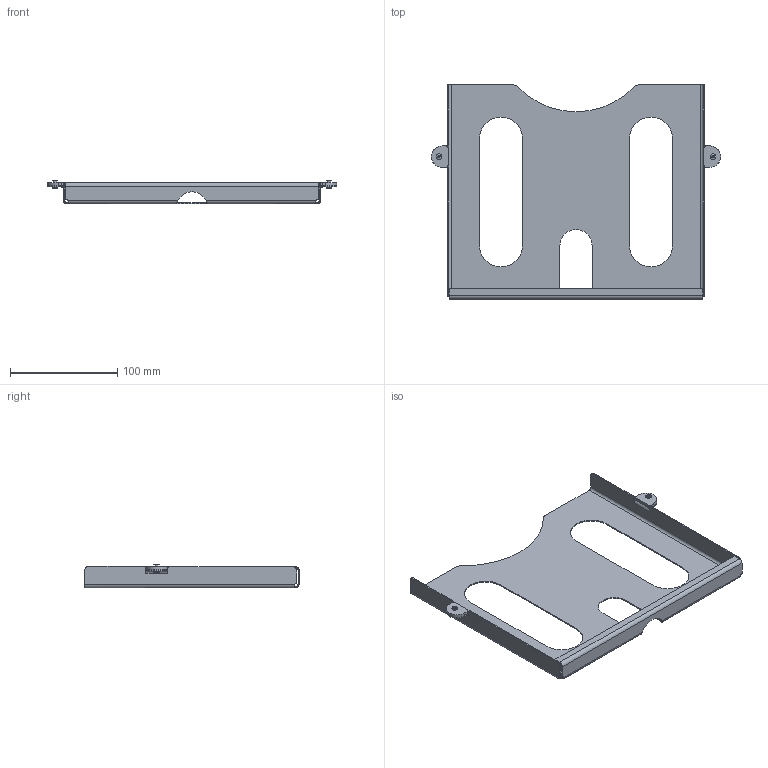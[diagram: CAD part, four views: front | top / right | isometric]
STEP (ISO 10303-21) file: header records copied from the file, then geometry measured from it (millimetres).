
FILE_DESCRIPTION(('CATIA V5 STEP Exchange','CAx-IF Rec.Pracs.--- Model Styling and Organization---1.4--- 2014-01-23'),'2;1');
FILE_NAME ('D1450298_1', '2019-02-21T07:44:49+00:00', ('none'), ('Weidmueller'), 'CATIA Version 5-6 Release 2016 SP3 HF44', 'CATIA V5 STEP AP214', 'none');
FILE_SCHEMA(('AUTOMOTIVE_DESIGN { 1 0 10303 214 1 1 1 1 }'));
Length unit declared in the file: millimetre
Products named in the file (1): 1252730000_DOHA KTB A4 S2 R
Bounding box: 270 x 200 x 22.4 mm (x, y, z)
Volume: 48600.6 mm3; surface area: 97327.5 mm2
Topology: 5 solids, 5 shells, 157 faces, 375 edges, 230 vertices
Faces by surface type: plane 73, cylinder 64, torus 12, bspline 8
Entity records: 4765 total; most frequent: CARTESIAN_POINT 1220, ORIENTED_EDGE 750, DIRECTION 632, EDGE_CURVE 375, AXIS2_PLACEMENT_3D 284, VERTEX_POINT 230, VECTOR 203, LINE 203
